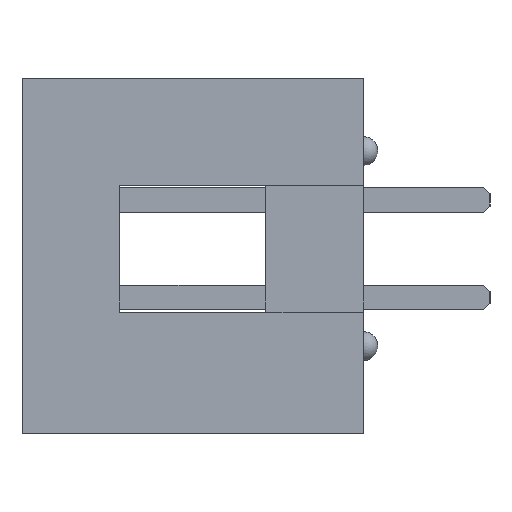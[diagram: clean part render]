
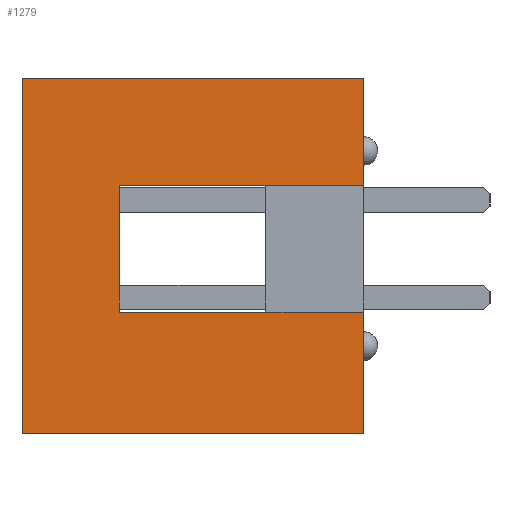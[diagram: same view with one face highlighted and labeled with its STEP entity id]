
A CAD part, left-side view. The second image highlights one B-rep face of the part: STEP entity #1279.
In plain terms, the highlighted planar face has unit normal (-1, 0, 0).
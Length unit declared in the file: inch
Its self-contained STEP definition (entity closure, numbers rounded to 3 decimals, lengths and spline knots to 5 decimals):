
#1279 = ADVANCED_FACE( '', ( #2714 ), #2715, .F. );
#2714 = FACE_OUTER_BOUND( '', #4326, .T. );
#2715 = PLANE( '', #4327 );
#4326 = EDGE_LOOP( '', ( #8284, #8285, #8286, #8287, #8288, #8289, #8290, #8291 ) );
#4327 = AXIS2_PLACEMENT_3D( '', #8292, #8293, #8294 );
#8284 = ORIENTED_EDGE( '', *, *, #11902, .F. );
#8285 = ORIENTED_EDGE( '', *, *, #11903, .F. );
#8286 = ORIENTED_EDGE( '', *, *, #11904, .F. );
#8287 = ORIENTED_EDGE( '', *, *, #11779, .F. );
#8288 = ORIENTED_EDGE( '', *, *, #11905, .T. );
#8289 = ORIENTED_EDGE( '', *, *, #10739, .T. );
#8290 = ORIENTED_EDGE( '', *, *, #11906, .F. );
#8291 = ORIENTED_EDGE( '', *, *, #11907, .F. );
#8292 = CARTESIAN_POINT( '', ( -1.15, 0., 0. ) );
#8293 = DIRECTION( '', ( 1., 0., 0. ) );
#8294 = DIRECTION( '', ( 0., 0., -1. ) );
#10739 = EDGE_CURVE( '', #13298, #13296, #13299, .T. );
#11779 = EDGE_CURVE( '', #14845, #14841, #14847, .T. );
#11902 = EDGE_CURVE( '', #15003, #15004, #15005, .T. );
#11903 = EDGE_CURVE( '', #15006, #15003, #15007, .T. );
#11904 = EDGE_CURVE( '', #14841, #15006, #15008, .T. );
#11905 = EDGE_CURVE( '', #14845, #13298, #15009, .T. );
#11906 = EDGE_CURVE( '', #15010, #13296, #15011, .T. );
#11907 = EDGE_CURVE( '', #15004, #15010, #15012, .T. );
#13296 = VERTEX_POINT( '', #16917 );
#13298 = VERTEX_POINT( '', #16920 );
#13299 = LINE( '', #16921, #16922 );
#14841 = VERTEX_POINT( '', #19275 );
#14845 = VERTEX_POINT( '', #19281 );
#14847 = LINE( '', #19284, #19285 );
#15003 = VERTEX_POINT( '', #19522 );
#15004 = VERTEX_POINT( '', #19523 );
#15005 = LINE( '', #19524, #19525 );
#15006 = VERTEX_POINT( '', #19526 );
#15007 = LINE( '', #19527, #19528 );
#15008 = LINE( '', #19529, #19530 );
#15009 = LINE( '', #19531, #19532 );
#15010 = VERTEX_POINT( '', #19533 );
#15011 = LINE( '', #19534, #19535 );
#15012 = LINE( '', #19536, #19537 );
#16917 = CARTESIAN_POINT( '', ( -1.15, 0., 0.065 ) );
#16920 = CARTESIAN_POINT( '', ( -1.15, 0.25, 0.065 ) );
#16921 = CARTESIAN_POINT( '', ( -1.15, 0.25, 0.065 ) );
#16922 = VECTOR( '', #20606, 39.37008 );
#19275 = CARTESIAN_POINT( '', ( -1.15, 0., -0.065 ) );
#19281 = CARTESIAN_POINT( '', ( -1.15, 0.25, -0.065 ) );
#19284 = CARTESIAN_POINT( '', ( -1.15, 0.25, -0.065 ) );
#19285 = VECTOR( '', #21427, 39.37008 );
#19522 = CARTESIAN_POINT( '', ( -1.15, 0.35, -0.19 ) );
#19523 = CARTESIAN_POINT( '', ( -1.15, 0.35, 0.175 ) );
#19524 = CARTESIAN_POINT( '', ( -1.15, 0.35, -0.19 ) );
#19525 = VECTOR( '', #21509, 39.37008 );
#19526 = CARTESIAN_POINT( '', ( -1.15, 0., -0.19 ) );
#19527 = CARTESIAN_POINT( '', ( -1.15, 0., -0.19 ) );
#19528 = VECTOR( '', #21510, 39.37008 );
#19529 = CARTESIAN_POINT( '', ( -1.15, 0., 0.175 ) );
#19530 = VECTOR( '', #21511, 39.37008 );
#19531 = CARTESIAN_POINT( '', ( -1.15, 0.25, 0. ) );
#19532 = VECTOR( '', #21512, 39.37008 );
#19533 = CARTESIAN_POINT( '', ( -1.15, 0., 0.175 ) );
#19534 = CARTESIAN_POINT( '', ( -1.15, 0., 0.175 ) );
#19535 = VECTOR( '', #21513, 39.37008 );
#19536 = CARTESIAN_POINT( '', ( -1.15, 0.35, 0.175 ) );
#19537 = VECTOR( '', #21514, 39.37008 );
#20606 = DIRECTION( '', ( 0., -1., 0. ) );
#21427 = DIRECTION( '', ( 0., -1., 0. ) );
#21509 = DIRECTION( '', ( 0., 0., 1. ) );
#21510 = DIRECTION( '', ( 0., 1., 0. ) );
#21511 = DIRECTION( '', ( 0., 0., -1. ) );
#21512 = DIRECTION( '', ( 0., 0., 1. ) );
#21513 = DIRECTION( '', ( 0., 0., -1. ) );
#21514 = DIRECTION( '', ( 0., -1., 0. ) );
